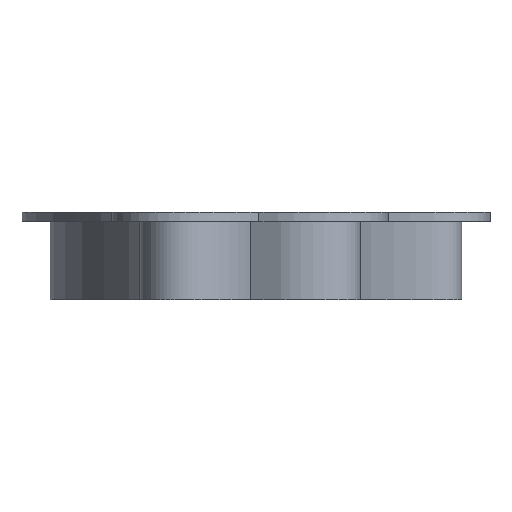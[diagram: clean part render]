
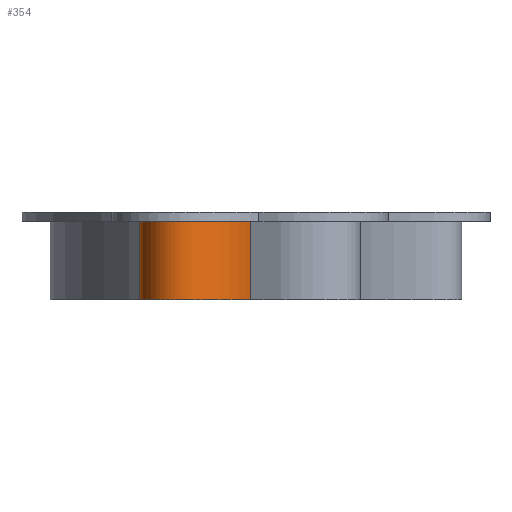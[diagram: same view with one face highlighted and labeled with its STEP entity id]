
A CAD part, left-side view. The second image highlights one B-rep face of the part: STEP entity #354.
In plain terms, the highlighted free-form (B-spline) face has degree [3, 1] with [18, 2] control points.
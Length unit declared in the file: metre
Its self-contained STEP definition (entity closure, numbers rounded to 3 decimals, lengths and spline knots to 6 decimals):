
#21=LINE('',#973,#38);
#22=LINE('',#1094,#39);
#38=VECTOR('',#393,1.);
#39=VECTOR('',#394,1.);
#73=ORIENTED_EDGE('',*,*,#174,.T.);
#74=ORIENTED_EDGE('',*,*,#175,.F.);
#75=ORIENTED_EDGE('',*,*,#176,.F.);
#76=ORIENTED_EDGE('',*,*,#172,.T.);
#172=EDGE_CURVE('',#221,#220,#21,.T.);
#174=EDGE_CURVE('',#220,#222,#256,.T.);
#175=EDGE_CURVE('',#223,#222,#22,.T.);
#176=EDGE_CURVE('',#221,#223,#257,.T.);
#220=VERTEX_POINT('',#972);
#221=VERTEX_POINT('',#974);
#222=VERTEX_POINT('',#1093);
#223=VERTEX_POINT('',#1095);
#256=B_SPLINE_CURVE_WITH_KNOTS('',3,(#1062,#1063,#1064,#1065,#1066,#1067,
#1068,#1069,#1070,#1071,#1072,#1073,#1074,#1075,#1076,#1077,#1078,#1079,
#1080,#1081,#1082,#1083,#1084,#1085,#1086,#1087,#1088,#1089,#1090,#1091,
#1092),.UNSPECIFIED.,.F.,.F.,(4,1,1,1,1,1,1,1,1,1,1,1,1,1,1,1,1,1,1,1,1,
1,1,1,1,1,1,1,4),(0.730005,0.735821,0.741636,
0.744544,0.747452,0.75036,0.751814,
0.753268,0.756176,0.759084,0.764899,
0.770715,0.776531,0.779439,0.782347,
0.785255,0.788162,0.789616,0.79107,0.793978,
0.796886,0.799794,0.80561,0.808518,
0.811425,0.814333,0.817241,0.820149,
0.823057),.UNSPECIFIED.);
#257=B_SPLINE_CURVE_WITH_KNOTS('',3,(#1096,#1097,#1098,#1099,#1100,#1101,
#1102,#1103,#1104,#1105,#1106,#1107,#1108,#1109,#1110,#1111,#1112,#1113,
#1114,#1115,#1116,#1117,#1118,#1119,#1120,#1121,#1122,#1123,#1124,#1125,
#1126),.UNSPECIFIED.,.F.,.F.,(4,1,1,1,1,1,1,1,1,1,1,1,1,1,1,1,1,1,1,1,1,
1,1,1,1,1,1,1,4),(0.730005,0.735821,0.741636,
0.744544,0.747452,0.75036,0.751814,
0.753268,0.756176,0.759084,0.764899,
0.770715,0.776531,0.779439,0.782347,
0.785255,0.788162,0.789616,0.79107,0.793978,
0.796886,0.799794,0.80561,0.808518,
0.811425,0.814333,0.817241,0.820149,
0.823057),.UNSPECIFIED.);
#286=EDGE_LOOP('',(#73,#74,#75,#76));
#311=FACE_BOUND('',#286,.T.);
#336=B_SPLINE_SURFACE_WITH_KNOTS('',3,1,((#1026,#1027),(#1028,#1029),(#1030,
#1031),(#1032,#1033),(#1034,#1035),(#1036,#1037),(#1038,#1039),(#1040,#1041),
(#1042,#1043),(#1044,#1045),(#1046,#1047),(#1048,#1049),(#1050,#1051),(#1052,
#1053),(#1054,#1055),(#1056,#1057),(#1058,#1059),(#1060,#1061)),
 .SURF_OF_LINEAR_EXTRUSION.,.F.,.F.,.F.,(4,1,1,1,1,1,1,1,1,1,1,1,1,1,1,
4),(2,2),(0.730005,0.741636,0.747452,0.753268,
0.759084,0.764899,0.770715,0.776531,
0.782347,0.788162,0.793978,0.799794,
0.80561,0.811425,0.817241,0.823057),
(0.,1.),.UNSPECIFIED.);
#354=ADVANCED_FACE('',(#311),#336,.F.);
#393=DIRECTION('',(0.,0.,-1.));
#394=DIRECTION('',(0.,0.,-1.));
#972=CARTESIAN_POINT('',(-0.03034,0.017934,0.));
#973=CARTESIAN_POINT('',(-0.03034,0.017934,0.0127));
#974=CARTESIAN_POINT('',(-0.03034,0.017934,0.0127));
#1026=CARTESIAN_POINT('',(-0.03034,0.017934,0.0127));
#1027=CARTESIAN_POINT('',(-0.03034,0.017934,0.));
#1028=CARTESIAN_POINT('',(-0.031265,0.018455,0.0127));
#1029=CARTESIAN_POINT('',(-0.031265,0.018455,0.));
#1030=CARTESIAN_POINT('',(-0.033459,0.019661,0.0127));
#1031=CARTESIAN_POINT('',(-0.033459,0.019661,0.));
#1032=CARTESIAN_POINT('',(-0.037024,0.021036,0.0127));
#1033=CARTESIAN_POINT('',(-0.037024,0.021036,0.));
#1034=CARTESIAN_POINT('',(-0.039926,0.021667,0.0127));
#1035=CARTESIAN_POINT('',(-0.039926,0.021667,0.));
#1036=CARTESIAN_POINT('',(-0.042686,0.021606,0.0127));
#1037=CARTESIAN_POINT('',(-0.042686,0.021606,0.));
#1038=CARTESIAN_POINT('',(-0.04517,0.020977,0.0127));
#1039=CARTESIAN_POINT('',(-0.04517,0.020977,0.));
#1040=CARTESIAN_POINT('',(-0.047296,0.019841,0.0127));
#1041=CARTESIAN_POINT('',(-0.047296,0.019841,0.));
#1042=CARTESIAN_POINT('',(-0.048969,0.018231,0.0127));
#1043=CARTESIAN_POINT('',(-0.048969,0.018231,0.));
#1044=CARTESIAN_POINT('',(-0.050014,0.01615,0.0127));
#1045=CARTESIAN_POINT('',(-0.050014,0.01615,0.));
#1046=CARTESIAN_POINT('',(-0.050221,0.013788,0.0127));
#1047=CARTESIAN_POINT('',(-0.050221,0.013788,0.));
#1048=CARTESIAN_POINT('',(-0.049563,0.011447,0.0127));
#1049=CARTESIAN_POINT('',(-0.049563,0.011447,0.));
#1050=CARTESIAN_POINT('',(-0.048366,0.009358,0.0127));
#1051=CARTESIAN_POINT('',(-0.048366,0.009358,0.));
#1052=CARTESIAN_POINT('',(-0.046825,0.007451,0.0127));
#1053=CARTESIAN_POINT('',(-0.046825,0.007451,0.));
#1054=CARTESIAN_POINT('',(-0.045069,0.005783,0.0127));
#1055=CARTESIAN_POINT('',(-0.045069,0.005783,0.));
#1056=CARTESIAN_POINT('',(-0.043218,0.004484,0.0127));
#1057=CARTESIAN_POINT('',(-0.043218,0.004484,0.));
#1058=CARTESIAN_POINT('',(-0.042218,0.003902,0.0127));
#1059=CARTESIAN_POINT('',(-0.042218,0.003902,0.));
#1060=CARTESIAN_POINT('',(-0.041835,0.003666,0.0127));
#1061=CARTESIAN_POINT('',(-0.041835,0.003666,0.));
#1062=CARTESIAN_POINT('',(-0.03034,0.017934,0.));
#1063=CARTESIAN_POINT('',(-0.030802,0.018194,0.));
#1064=CARTESIAN_POINT('',(-0.032001,0.01886,0.));
#1065=CARTESIAN_POINT('',(-0.033956,0.019814,0.));
#1066=CARTESIAN_POINT('',(-0.03569,0.020519,0.));
#1067=CARTESIAN_POINT('',(-0.037055,0.020986,0.));
#1068=CARTESIAN_POINT('',(-0.038229,0.021293,0.));
#1069=CARTESIAN_POINT('',(-0.039189,0.021469,0.));
#1070=CARTESIAN_POINT('',(-0.040143,0.021589,0.));
#1071=CARTESIAN_POINT('',(-0.041308,0.021635,0.));
#1072=CARTESIAN_POINT('',(-0.043099,0.021503,0.));
#1073=CARTESIAN_POINT('',(-0.04517,0.020977,0.));
#1074=CARTESIAN_POINT('',(-0.047296,0.019841,0.));
#1075=CARTESIAN_POINT('',(-0.048689,0.018498,0.));
#1076=CARTESIAN_POINT('',(-0.049493,0.017192,0.));
#1077=CARTESIAN_POINT('',(-0.049909,0.016115,0.));
#1078=CARTESIAN_POINT('',(-0.050118,0.014969,0.));
#1079=CARTESIAN_POINT('',(-0.050113,0.013987,0.));
#1080=CARTESIAN_POINT('',(-0.050004,0.013203,0.));
#1081=CARTESIAN_POINT('',(-0.049827,0.012419,0.));
#1082=CARTESIAN_POINT('',(-0.049495,0.01148,0.));
#1083=CARTESIAN_POINT('',(-0.048963,0.010406,0.));
#1084=CARTESIAN_POINT('',(-0.04811,0.009039,0.));
#1085=CARTESIAN_POINT('',(-0.047082,0.007768,0.));
#1086=CARTESIAN_POINT('',(-0.045947,0.00662,0.));
#1087=CARTESIAN_POINT('',(-0.045058,0.005831,0.));
#1088=CARTESIAN_POINT('',(-0.044137,0.005125,0.));
#1089=CARTESIAN_POINT('',(-0.043263,0.004539,0.));
#1090=CARTESIAN_POINT('',(-0.04247,0.004051,0.));
#1091=CARTESIAN_POINT('',(-0.042026,0.003784,0.));
#1092=CARTESIAN_POINT('',(-0.041835,0.003666,0.));
#1093=CARTESIAN_POINT('',(-0.041835,0.003666,0.));
#1094=CARTESIAN_POINT('',(-0.041835,0.003666,0.0127));
#1095=CARTESIAN_POINT('',(-0.041835,0.003666,0.0127));
#1096=CARTESIAN_POINT('',(-0.03034,0.017934,0.0127));
#1097=CARTESIAN_POINT('',(-0.030802,0.018194,0.0127));
#1098=CARTESIAN_POINT('',(-0.032001,0.01886,0.0127));
#1099=CARTESIAN_POINT('',(-0.033956,0.019814,0.0127));
#1100=CARTESIAN_POINT('',(-0.03569,0.020519,0.0127));
#1101=CARTESIAN_POINT('',(-0.037055,0.020986,0.0127));
#1102=CARTESIAN_POINT('',(-0.038229,0.021293,0.0127));
#1103=CARTESIAN_POINT('',(-0.039189,0.021469,0.0127));
#1104=CARTESIAN_POINT('',(-0.040143,0.021589,0.0127));
#1105=CARTESIAN_POINT('',(-0.041308,0.021635,0.0127));
#1106=CARTESIAN_POINT('',(-0.043099,0.021503,0.0127));
#1107=CARTESIAN_POINT('',(-0.04517,0.020977,0.0127));
#1108=CARTESIAN_POINT('',(-0.047296,0.019841,0.0127));
#1109=CARTESIAN_POINT('',(-0.048689,0.018498,0.0127));
#1110=CARTESIAN_POINT('',(-0.049493,0.017192,0.0127));
#1111=CARTESIAN_POINT('',(-0.049909,0.016115,0.0127));
#1112=CARTESIAN_POINT('',(-0.050118,0.014969,0.0127));
#1113=CARTESIAN_POINT('',(-0.050113,0.013987,0.0127));
#1114=CARTESIAN_POINT('',(-0.050004,0.013203,0.0127));
#1115=CARTESIAN_POINT('',(-0.049827,0.012419,0.0127));
#1116=CARTESIAN_POINT('',(-0.049495,0.01148,0.0127));
#1117=CARTESIAN_POINT('',(-0.048963,0.010406,0.0127));
#1118=CARTESIAN_POINT('',(-0.04811,0.009039,0.0127));
#1119=CARTESIAN_POINT('',(-0.047082,0.007768,0.0127));
#1120=CARTESIAN_POINT('',(-0.045947,0.00662,0.0127));
#1121=CARTESIAN_POINT('',(-0.045058,0.005831,0.0127));
#1122=CARTESIAN_POINT('',(-0.044137,0.005125,0.0127));
#1123=CARTESIAN_POINT('',(-0.043263,0.004539,0.0127));
#1124=CARTESIAN_POINT('',(-0.04247,0.004051,0.0127));
#1125=CARTESIAN_POINT('',(-0.042026,0.003784,0.0127));
#1126=CARTESIAN_POINT('',(-0.041835,0.003666,0.0127));
